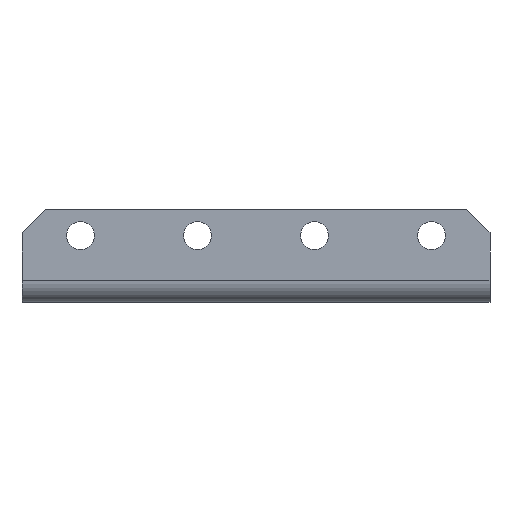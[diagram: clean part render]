
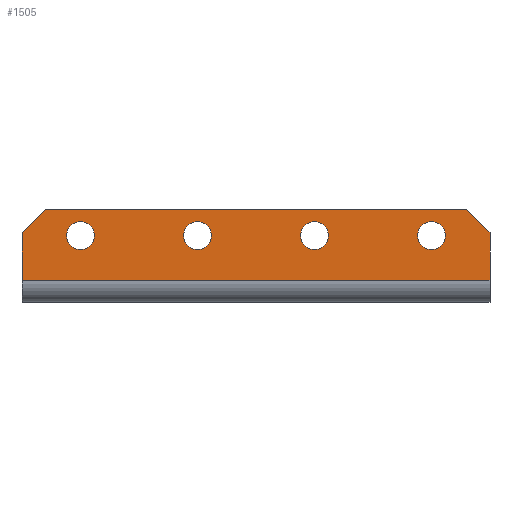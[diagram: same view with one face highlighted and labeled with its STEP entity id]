
A CAD part, front view. The second image highlights one B-rep face of the part: STEP entity #1505.
In plain terms, the highlighted planar face has unit normal (0, -1, 0).
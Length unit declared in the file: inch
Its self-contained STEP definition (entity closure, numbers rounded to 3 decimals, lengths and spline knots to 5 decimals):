
#13 = VERTEX_POINT ( 'NONE', #1357 ) ;
#30 = DIRECTION ( 'NONE',  ( 0., 0., 1. ) ) ;
#48 = CARTESIAN_POINT ( 'NONE',  ( 1.5748, 0., 0.35984 ) ) ;
#57 = DIRECTION ( 'NONE',  ( 0., -1., 0. ) ) ;
#59 = EDGE_LOOP ( 'NONE', ( #198, #229 ) ) ;
#71 = DIRECTION ( 'NONE',  ( 0.707, 0., -0.707 ) ) ;
#93 = EDGE_LOOP ( 'NONE', ( #122, #1202 ) ) ;
#107 = DIRECTION ( 'NONE',  ( 0., 0., -1. ) ) ;
#118 = DIRECTION ( 'NONE',  ( 0., -1., 0. ) ) ;
#122 = ORIENTED_EDGE ( 'NONE', *, *, #1274, .F. ) ;
#137 = CARTESIAN_POINT ( 'NONE',  ( 3.46457, 0., 0.43484 ) ) ;
#159 = AXIS2_PLACEMENT_3D ( 'NONE', #1828, #1915, #1917 ) ;
#162 = VERTEX_POINT ( 'NONE', #537 ) ;
#198 = ORIENTED_EDGE ( 'NONE', *, *, #621, .F. ) ;
#220 = CARTESIAN_POINT ( 'NONE',  ( 5.03937, 0., 0. ) ) ;
#228 = CARTESIAN_POINT ( 'NONE',  ( 1.25984, 0., 0. ) ) ;
#229 = ORIENTED_EDGE ( 'NONE', *, *, #1070, .F. ) ;
#256 = VERTEX_POINT ( 'NONE', #1752 ) ;
#301 = VERTEX_POINT ( 'NONE', #137 ) ;
#353 = CARTESIAN_POINT ( 'NONE',  ( 2.20472, 0., 0.43484 ) ) ;
#359 = VERTEX_POINT ( 'NONE', #1618 ) ;
#360 = EDGE_LOOP ( 'NONE', ( #934, #2092 ) ) ;
#381 = CARTESIAN_POINT ( 'NONE',  ( 3.46457, 0., 0.28484 ) ) ;
#388 = CARTESIAN_POINT ( 'NONE',  ( 2.83465, 0., 0.35984 ) ) ;
#393 = DIRECTION ( 'NONE',  ( 0., -1., 0. ) ) ;
#422 = DIRECTION ( 'NONE',  ( 0., 0., -1. ) ) ;
#428 = AXIS2_PLACEMENT_3D ( 'NONE', #220, #594, #1949 ) ;
#472 = VERTEX_POINT ( 'NONE', #2033 ) ;
#496 = CARTESIAN_POINT ( 'NONE',  ( 4.59695, 0., -0.44242 ) ) ;
#537 = CARTESIAN_POINT ( 'NONE',  ( 1.38484, 0., 0.5 ) ) ;
#558 = VERTEX_POINT ( 'NONE', #849 ) ;
#575 = DIRECTION ( 'NONE',  ( -1., 0., 0. ) ) ;
#578 = CARTESIAN_POINT ( 'NONE',  ( 2.20472, 0., 0.35984 ) ) ;
#590 = CARTESIAN_POINT ( 'NONE',  ( 3.77953, 0., 0.119 ) ) ;
#593 = PLANE ( 'NONE',  #428 ) ;
#594 = DIRECTION ( 'NONE',  ( 0., 1., 0. ) ) ;
#614 = VERTEX_POINT ( 'NONE', #2072 ) ;
#621 = EDGE_CURVE ( 'NONE', #13, #764, #1888, .T. ) ;
#643 = DIRECTION ( 'NONE',  ( 0., -1., 0. ) ) ;
#644 = DIRECTION ( 'NONE',  ( 0., 0., -1. ) ) ;
#652 = CARTESIAN_POINT ( 'NONE',  ( 3.77953, 0., 0.375 ) ) ;
#661 = CARTESIAN_POINT ( 'NONE',  ( 2.83465, 0., 0.35984 ) ) ;
#669 = EDGE_LOOP ( 'NONE', ( #1248, #951 ) ) ;
#681 = EDGE_CURVE ( 'NONE', #1032, #162, #1819, .T. ) ;
#710 = EDGE_CURVE ( 'NONE', #1276, #558, #1779, .T. ) ;
#713 = DIRECTION ( 'NONE',  ( 0., 0., -1. ) ) ;
#764 = VERTEX_POINT ( 'NONE', #353 ) ;
#765 = AXIS2_PLACEMENT_3D ( 'NONE', #578, #118, #107 ) ;
#796 = CARTESIAN_POINT ( 'NONE',  ( 5.03937, 0., 0.5 ) ) ;
#800 = CARTESIAN_POINT ( 'NONE',  ( 3.46457, 0., 0.35984 ) ) ;
#806 = DIRECTION ( 'NONE',  ( 0., -1., 0. ) ) ;
#808 = DIRECTION ( 'NONE',  ( 0., 0., -1. ) ) ;
#813 = CARTESIAN_POINT ( 'NONE',  ( 1.25984, 0., 0.375 ) ) ;
#848 = EDGE_CURVE ( 'NONE', #614, #1032, #1701, .T. ) ;
#849 = CARTESIAN_POINT ( 'NONE',  ( 1.5748, 0., 0.28484 ) ) ;
#895 = VECTOR ( 'NONE', #1478, 39.37008 ) ;
#904 = LINE ( 'NONE', #1471, #895 ) ;
#934 = ORIENTED_EDGE ( 'NONE', *, *, #1772, .F. ) ;
#943 = CIRCLE ( 'NONE', #2038, 0.075 ) ;
#951 = ORIENTED_EDGE ( 'NONE', *, *, #1014, .F. ) ;
#1014 = EDGE_CURVE ( 'NONE', #301, #2110, #1621, .T. ) ;
#1032 = VERTEX_POINT ( 'NONE', #813 ) ;
#1034 = EDGE_CURVE ( 'NONE', #256, #162, #1603, .T. ) ;
#1070 = EDGE_CURVE ( 'NONE', #764, #13, #1577, .T. ) ;
#1110 = EDGE_CURVE ( 'NONE', #1957, #614, #1553, .T. ) ;
#1128 = DIRECTION ( 'NONE',  ( 0., -1., 0. ) ) ;
#1138 = CIRCLE ( 'NONE', #1364, 0.075 ) ;
#1157 = CIRCLE ( 'NONE', #2054, 0.075 ) ;
#1171 = CARTESIAN_POINT ( 'NONE',  ( 2.20472, 0., 0.35984 ) ) ;
#1179 = CARTESIAN_POINT ( 'NONE',  ( 5.03937, 0., 0.119 ) ) ;
#1191 = DIRECTION ( 'NONE',  ( -1., 0., 0. ) ) ;
#1199 = ORIENTED_EDGE ( 'NONE', *, *, #681, .F. ) ;
#1202 = ORIENTED_EDGE ( 'NONE', *, *, #710, .F. ) ;
#1248 = ORIENTED_EDGE ( 'NONE', *, *, #2034, .F. ) ;
#1274 = EDGE_CURVE ( 'NONE', #558, #1276, #1472, .T. ) ;
#1276 = VERTEX_POINT ( 'NONE', #1681 ) ;
#1294 = EDGE_LOOP ( 'NONE', ( #2080, #1199, #2108, #2105, #2104, #2131 ) ) ;
#1357 = CARTESIAN_POINT ( 'NONE',  ( 2.20472, 0., 0.28484 ) ) ;
#1361 = FACE_OUTER_BOUND ( 'NONE', #1294, .T. ) ;
#1364 = AXIS2_PLACEMENT_3D ( 'NONE', #388, #393, #422 ) ;
#1367 = FACE_BOUND ( 'NONE', #360, .T. ) ;
#1368 = FACE_BOUND ( 'NONE', #93, .T. ) ;
#1370 = FACE_BOUND ( 'NONE', #59, .T. ) ;
#1373 = FACE_BOUND ( 'NONE', #669, .T. ) ;
#1404 = VECTOR ( 'NONE', #71, 39.37008 ) ;
#1410 = LINE ( 'NONE', #496, #1404 ) ;
#1416 = EDGE_CURVE ( 'NONE', #256, #1790, #1410, .T. ) ;
#1425 = CARTESIAN_POINT ( 'NONE',  ( 3.46457, 0., 0.35984 ) ) ;
#1427 = DIRECTION ( 'NONE',  ( 0., -1., 0. ) ) ;
#1433 = DIRECTION ( 'NONE',  ( 0., 0., -1. ) ) ;
#1471 = CARTESIAN_POINT ( 'NONE',  ( 3.77953, 0., 0. ) ) ;
#1472 = CIRCLE ( 'NONE', #1665, 0.075 ) ;
#1478 = DIRECTION ( 'NONE',  ( 0., 0., -1. ) ) ;
#1505 = ADVANCED_FACE ( 'NONE', ( #1370, #1368, #1373, #1367, #1361 ), #593, .F. ) ;
#1538 = VECTOR ( 'NONE', #1191, 39.37008 ) ;
#1553 = LINE ( 'NONE', #1179, #1538 ) ;
#1577 = CIRCLE ( 'NONE', #1909, 0.075 ) ;
#1602 = VECTOR ( 'NONE', #575, 39.37008 ) ;
#1603 = LINE ( 'NONE', #796, #1602 ) ;
#1611 = AXIS2_PLACEMENT_3D ( 'NONE', #800, #806, #808 ) ;
#1618 = CARTESIAN_POINT ( 'NONE',  ( 2.83465, 0., 0.28484 ) ) ;
#1621 = CIRCLE ( 'NONE', #1611, 0.075 ) ;
#1665 = AXIS2_PLACEMENT_3D ( 'NONE', #48, #57, #1883 ) ;
#1681 = CARTESIAN_POINT ( 'NONE',  ( 1.5748, 0., 0.43484 ) ) ;
#1692 = VECTOR ( 'NONE', #30, 39.37008 ) ;
#1701 = LINE ( 'NONE', #228, #1692 ) ;
#1737 = DIRECTION ( 'NONE',  ( 0.707, 0., 0.707 ) ) ;
#1752 = CARTESIAN_POINT ( 'NONE',  ( 3.65453, 0., 0.5 ) ) ;
#1772 = EDGE_CURVE ( 'NONE', #359, #472, #1157, .T. ) ;
#1779 = CIRCLE ( 'NONE', #159, 0.075 ) ;
#1790 = VERTEX_POINT ( 'NONE', #652 ) ;
#1801 = EDGE_CURVE ( 'NONE', #472, #359, #1138, .T. ) ;
#1803 = VECTOR ( 'NONE', #1737, 39.37008 ) ;
#1819 = LINE ( 'NONE', #1862, #1803 ) ;
#1828 = CARTESIAN_POINT ( 'NONE',  ( 1.5748, 0., 0.35984 ) ) ;
#1862 = CARTESIAN_POINT ( 'NONE',  ( 2.96211, 0., 2.07726 ) ) ;
#1883 = DIRECTION ( 'NONE',  ( 0., 0., -1. ) ) ;
#1888 = CIRCLE ( 'NONE', #765, 0.075 ) ;
#1909 = AXIS2_PLACEMENT_3D ( 'NONE', #1171, #1128, #713 ) ;
#1915 = DIRECTION ( 'NONE',  ( 0., -1., 0. ) ) ;
#1917 = DIRECTION ( 'NONE',  ( 0., 0., -1. ) ) ;
#1949 = DIRECTION ( 'NONE',  ( 0., 0., -1. ) ) ;
#1957 = VERTEX_POINT ( 'NONE', #590 ) ;
#2033 = CARTESIAN_POINT ( 'NONE',  ( 2.83465, 0., 0.43484 ) ) ;
#2034 = EDGE_CURVE ( 'NONE', #2110, #301, #943, .T. ) ;
#2038 = AXIS2_PLACEMENT_3D ( 'NONE', #1425, #1427, #1433 ) ;
#2054 = AXIS2_PLACEMENT_3D ( 'NONE', #661, #643, #644 ) ;
#2072 = CARTESIAN_POINT ( 'NONE',  ( 1.25984, 0., 0.119 ) ) ;
#2080 = ORIENTED_EDGE ( 'NONE', *, *, #1034, .T. ) ;
#2092 = ORIENTED_EDGE ( 'NONE', *, *, #1801, .F. ) ;
#2104 = ORIENTED_EDGE ( 'NONE', *, *, #2133, .F. ) ;
#2105 = ORIENTED_EDGE ( 'NONE', *, *, #1110, .F. ) ;
#2108 = ORIENTED_EDGE ( 'NONE', *, *, #848, .F. ) ;
#2110 = VERTEX_POINT ( 'NONE', #381 ) ;
#2131 = ORIENTED_EDGE ( 'NONE', *, *, #1416, .F. ) ;
#2133 = EDGE_CURVE ( 'NONE', #1790, #1957, #904, .T. ) ;
